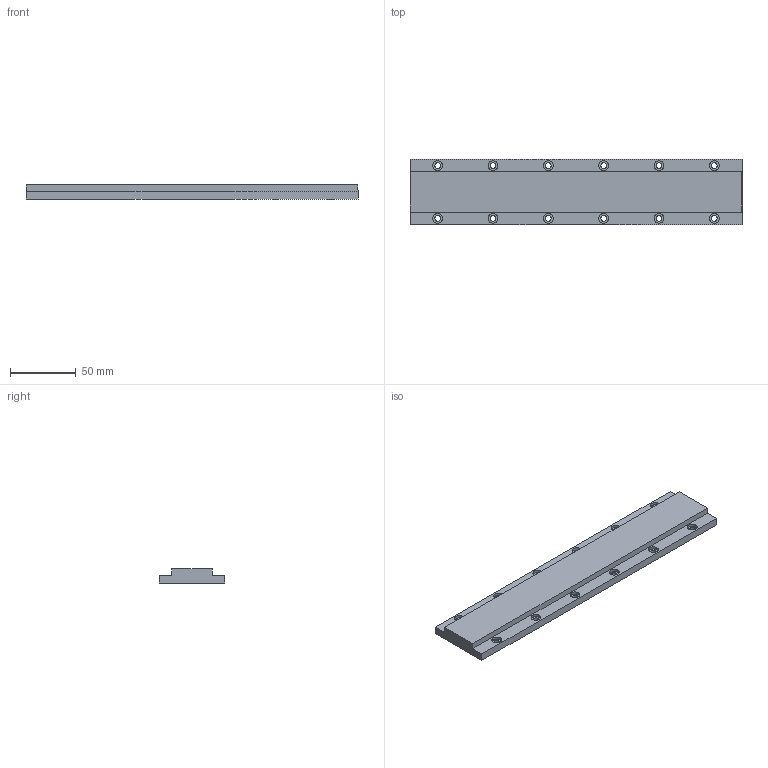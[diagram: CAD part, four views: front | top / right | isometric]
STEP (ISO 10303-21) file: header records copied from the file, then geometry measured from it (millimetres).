
FILE_DESCRIPTION (( 'STEP AP203' ), '1' );
FILE_NAME ('ZW8-H30-252MNS.step', '2022-05-31T03:20:12', ( '' ), ( '' ), 'SwSTEP 2.0', 'SolidWorks 2020', '' );
FILE_SCHEMA (( 'CONFIG_CONTROL_DESIGN' ));
Length unit declared in the file: millimetre
Products named in the file (1): ZW8-H30-252MNS
Bounding box: 252 x 50 x 10.7 mm (x, y, z)
Volume: 109848.4 mm3; surface area: 32343.9 mm2
Topology: 1 solids, 1 shells, 70 faces, 168 edges, 112 vertices
Faces by surface type: cylinder 48, plane 22
Entity records: 2213 total; most frequent: DIRECTION 406, CARTESIAN_POINT 351, ORIENTED_EDGE 336, EDGE_CURVE 168, AXIS2_PLACEMENT_3D 167, VERTEX_POINT 112, EDGE_LOOP 106, CIRCLE 96
